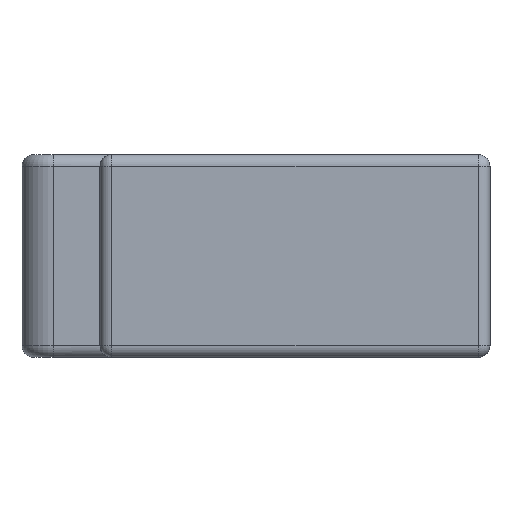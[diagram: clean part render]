
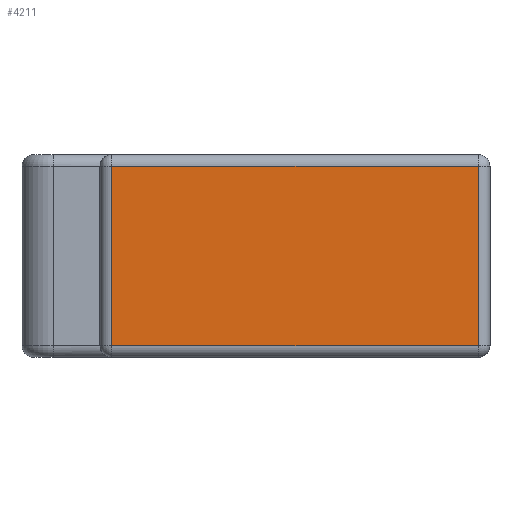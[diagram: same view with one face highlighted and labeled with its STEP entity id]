
A CAD part, left-side view. The second image highlights one B-rep face of the part: STEP entity #4211.
In plain terms, the highlighted planar face has unit normal (-1, 0, 0).
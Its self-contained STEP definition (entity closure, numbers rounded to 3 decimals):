
#30 = ORIENTED_EDGE ( 'NONE', *, *, #5526, .T. ) ;
#186 = DIRECTION ( 'NONE',  ( 1., 0., 0. ) ) ;
#274 = VERTEX_POINT ( 'NONE', #5355 ) ;
#433 = EDGE_CURVE ( 'NONE', #274, #1524, #1858, .T. ) ;
#658 = VECTOR ( 'NONE', #3687, 1000. ) ;
#766 = LINE ( 'NONE', #4600, #3173 ) ;
#821 = AXIS2_PLACEMENT_3D ( 'NONE', #4701, #186, #3365 ) ;
#825 = VERTEX_POINT ( 'NONE', #3571 ) ;
#833 = CARTESIAN_POINT ( 'NONE',  ( -44., -23.5, -11.5 ) ) ;
#982 = CARTESIAN_POINT ( 'NONE',  ( -44., 25., 11.5 ) ) ;
#1524 = VERTEX_POINT ( 'NONE', #5622 ) ;
#1625 = VECTOR ( 'NONE', #2917, 1000. ) ;
#1751 = EDGE_CURVE ( 'NONE', #825, #1917, #5507, .T. ) ;
#1858 = LINE ( 'NONE', #982, #658 ) ;
#1897 = DIRECTION ( 'NONE',  ( 0., 0., 1. ) ) ;
#1917 = VERTEX_POINT ( 'NONE', #833 ) ;
#2062 = CARTESIAN_POINT ( 'NONE',  ( -44., 25., -11.5 ) ) ;
#2248 = ORIENTED_EDGE ( 'NONE', *, *, #1751, .T. ) ;
#2334 = FACE_OUTER_BOUND ( 'NONE', #3830, .T. ) ;
#2917 = DIRECTION ( 'NONE',  ( 0., 0., -1. ) ) ;
#3173 = VECTOR ( 'NONE', #1897, 1000. ) ;
#3365 = DIRECTION ( 'NONE',  ( 0., 0., -1. ) ) ;
#3538 = VECTOR ( 'NONE', #5247, 1000. ) ;
#3571 = CARTESIAN_POINT ( 'NONE',  ( -44., 23.5, -11.5 ) ) ;
#3687 = DIRECTION ( 'NONE',  ( 0., 1., 0. ) ) ;
#3830 = EDGE_LOOP ( 'NONE', ( #4705, #4473, #2248, #30 ) ) ;
#3910 = EDGE_CURVE ( 'NONE', #1524, #825, #3923, .T. ) ;
#3923 = LINE ( 'NONE', #4703, #1625 ) ;
#4211 = ADVANCED_FACE ( 'NONE', ( #2334 ), #5613, .F. ) ;
#4473 = ORIENTED_EDGE ( 'NONE', *, *, #3910, .T. ) ;
#4600 = CARTESIAN_POINT ( 'NONE',  ( -44., -23.5, 13. ) ) ;
#4701 = CARTESIAN_POINT ( 'NONE',  ( -44., 25., 13. ) ) ;
#4703 = CARTESIAN_POINT ( 'NONE',  ( -44., 23.5, 13. ) ) ;
#4705 = ORIENTED_EDGE ( 'NONE', *, *, #433, .T. ) ;
#5247 = DIRECTION ( 'NONE',  ( 0., -1., 0. ) ) ;
#5355 = CARTESIAN_POINT ( 'NONE',  ( -44., -23.5, 11.5 ) ) ;
#5507 = LINE ( 'NONE', #2062, #3538 ) ;
#5526 = EDGE_CURVE ( 'NONE', #1917, #274, #766, .T. ) ;
#5613 = PLANE ( 'NONE',  #821 ) ;
#5622 = CARTESIAN_POINT ( 'NONE',  ( -44., 23.5, 11.5 ) ) ;
